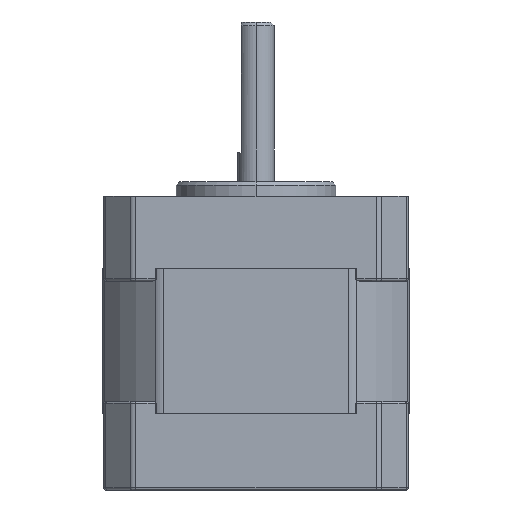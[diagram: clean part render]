
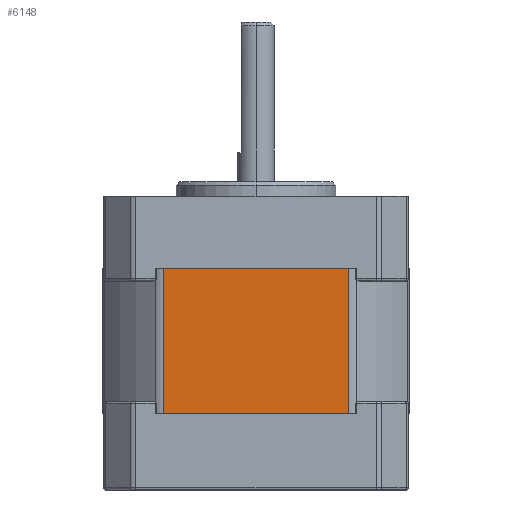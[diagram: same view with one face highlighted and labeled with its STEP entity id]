
A CAD part, left-side view. The second image highlights one B-rep face of the part: STEP entity #6148.
In plain terms, the highlighted planar face has unit normal (-1, 0, 0).
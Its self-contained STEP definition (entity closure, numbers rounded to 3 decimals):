
#28 = CARTESIAN_POINT ( 'NONE',  ( -21.15, 12.739, -30. ) ) ;
#59 = VERTEX_POINT ( 'NONE', #3833 ) ;
#180 = EDGE_LOOP ( 'NONE', ( #4980, #1382, #5541, #9640 ) ) ;
#268 = AXIS2_PLACEMENT_3D ( 'NONE', #4919, #847, #4038 ) ;
#847 = DIRECTION ( 'NONE',  ( 1., 0., 0. ) ) ;
#1382 = ORIENTED_EDGE ( 'NONE', *, *, #6528, .F. ) ;
#1712 = VERTEX_POINT ( 'NONE', #6275 ) ;
#2288 = VECTOR ( 'NONE', #3820, 1000. ) ;
#2424 = DIRECTION ( 'NONE',  ( 0., 1., 0. ) ) ;
#2503 = VERTEX_POINT ( 'NONE', #7795 ) ;
#2529 = CARTESIAN_POINT ( 'NONE',  ( -21.15, 12.739, -30. ) ) ;
#2935 = VECTOR ( 'NONE', #3046, 1000. ) ;
#3046 = DIRECTION ( 'NONE',  ( 0., 1., 0. ) ) ;
#3203 = FACE_OUTER_BOUND ( 'NONE', #180, .T. ) ;
#3498 = VECTOR ( 'NONE', #2424, 1000. ) ;
#3820 = DIRECTION ( 'NONE',  ( 0., 0., 1. ) ) ;
#3833 = CARTESIAN_POINT ( 'NONE',  ( -21.15, -12.739, -30. ) ) ;
#3838 = LINE ( 'NONE', #10022, #2935 ) ;
#4038 = DIRECTION ( 'NONE',  ( 0., 0., -1. ) ) ;
#4476 = VERTEX_POINT ( 'NONE', #2529 ) ;
#4504 = EDGE_CURVE ( 'NONE', #59, #4476, #8878, .T. ) ;
#4919 = CARTESIAN_POINT ( 'NONE',  ( -21.15, 12.739, -30. ) ) ;
#4980 = ORIENTED_EDGE ( 'NONE', *, *, #5903, .T. ) ;
#5541 = ORIENTED_EDGE ( 'NONE', *, *, #4504, .F. ) ;
#5903 = EDGE_CURVE ( 'NONE', #2503, #1712, #3838, .T. ) ;
#6148 = ADVANCED_FACE ( 'NONE', ( #3203 ), #7990, .F. ) ;
#6275 = CARTESIAN_POINT ( 'NONE',  ( -21.15, 12.739, -10. ) ) ;
#6528 = EDGE_CURVE ( 'NONE', #4476, #1712, #7207, .T. ) ;
#6892 = LINE ( 'NONE', #7766, #2288 ) ;
#7141 = VECTOR ( 'NONE', #9431, 1000. ) ;
#7207 = LINE ( 'NONE', #9589, #7141 ) ;
#7467 = EDGE_CURVE ( 'NONE', #59, #2503, #6892, .T. ) ;
#7766 = CARTESIAN_POINT ( 'NONE',  ( -21.15, -12.739, -30. ) ) ;
#7795 = CARTESIAN_POINT ( 'NONE',  ( -21.15, -12.739, -10. ) ) ;
#7990 = PLANE ( 'NONE',  #268 ) ;
#8878 = LINE ( 'NONE', #28, #3498 ) ;
#9431 = DIRECTION ( 'NONE',  ( 0., 0., 1. ) ) ;
#9589 = CARTESIAN_POINT ( 'NONE',  ( -21.15, 12.739, -30. ) ) ;
#9640 = ORIENTED_EDGE ( 'NONE', *, *, #7467, .T. ) ;
#10022 = CARTESIAN_POINT ( 'NONE',  ( -21.15, 12.739, -10. ) ) ;
